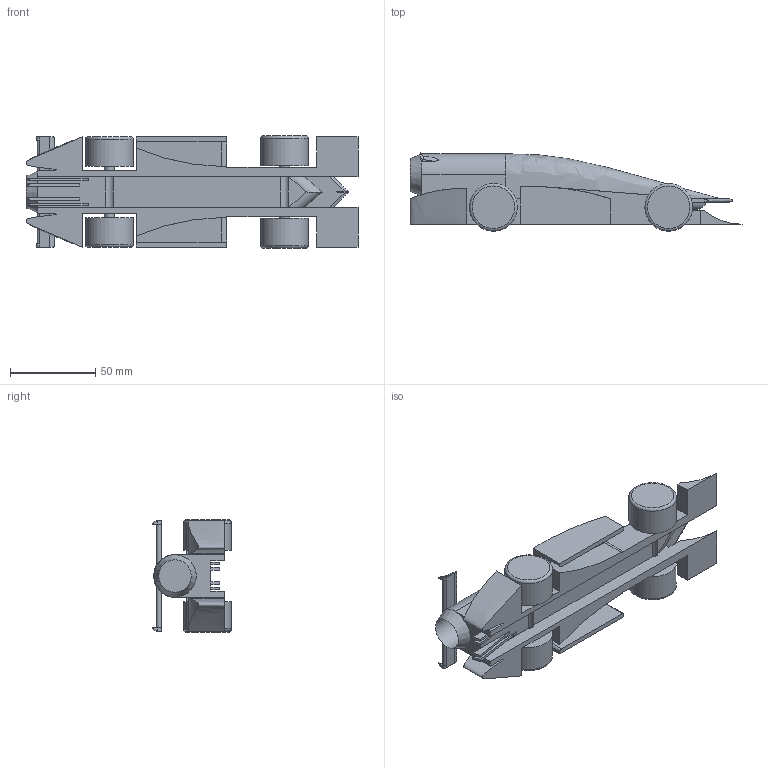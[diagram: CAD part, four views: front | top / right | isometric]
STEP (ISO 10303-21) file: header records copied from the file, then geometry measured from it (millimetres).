
FILE_DESCRIPTION(/* description */ (''),/* implementation_level */ '2;1');
FILE_NAME(/* name */ 'p7 [re-2].step',/* time_stamp */ '2024-03-14T19:45:45+04:00',/* author */ (''),/* organization */ (''),/* preprocessor_version */ 'ST-DEVELOPER v20',/* originating_system */ 'Autodesk Translation Framework v12.20.1.177',/* authorisation */ '');
FILE_SCHEMA (('AUTOMOTIVE_DESIGN { 1 0 10303 214 3 1 1 }'));
Length unit declared in the file: millimetre
Products named in the file (2): p7; F1 Wheel [28mm]
Assembly tree (4 placements, depth 2):
  p7
    F1 Wheel [28mm]  x4
Bounding box: 195.1 x 46 x 66 mm (x, y, z)
Volume: 186132.9 mm3; surface area: 55285.8 mm2
Topology: 7 solids, 7 shells, 157 faces, 399 edges, 256 vertices
Faces by surface type: plane 98, cylinder 42, bspline 10, torus 6, cone 1
Full cylindrical faces by diameter (mm): 6 x6, 7 x2, 19 x1, 28 x4
Entity records: 4933 total; most frequent: CARTESIAN_POINT 1434, ORIENTED_EDGE 746, DIRECTION 672, EDGE_CURVE 373, LINE 242, VECTOR 242, VERTEX_POINT 241, AXIS2_PLACEMENT_3D 215
